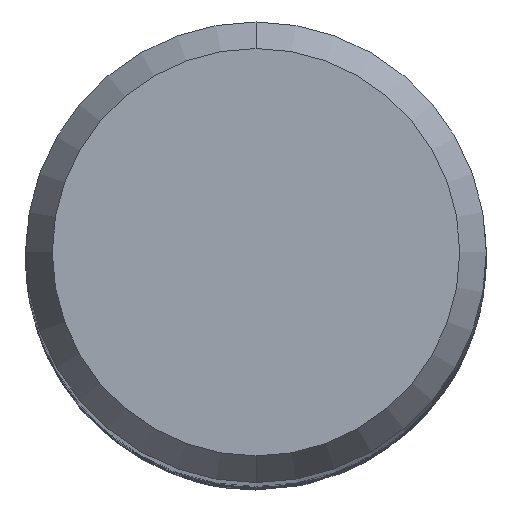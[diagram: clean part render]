
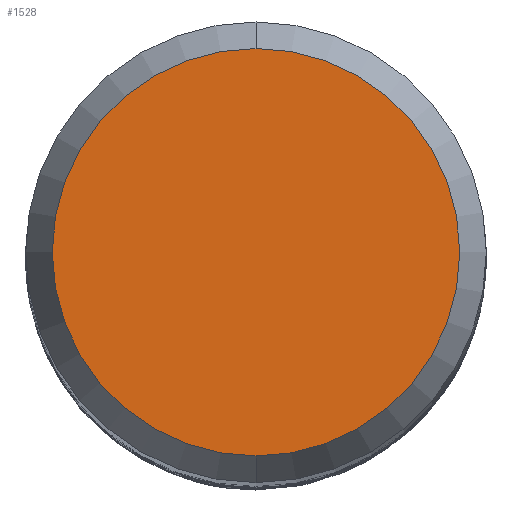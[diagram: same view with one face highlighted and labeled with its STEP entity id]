
A CAD part, top view. The second image highlights one B-rep face of the part: STEP entity #1528.
In plain terms, the highlighted planar face has unit normal (0, 0, 1).
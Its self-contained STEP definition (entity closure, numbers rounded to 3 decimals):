
#672=EDGE_CURVE('',#952,#1134,#1809,.T.);
#952=VERTEX_POINT('',#2109);
#1134=VERTEX_POINT('',#2311);
#1528=ADVANCED_FACE('',(#2742),#2743,.T.);
#1566=EDGE_CURVE('',#1134,#952,#2783,.T.);
#1809=CIRCLE('',#5307,3.538);
#2109=CARTESIAN_POINT('',(0.,-3.538,0.0));
#2311=CARTESIAN_POINT('',(0.0,3.538,0.0));
#2742=FACE_OUTER_BOUND('',#14465,.T.);
#2743=PLANE('',#14466);
#2783=CIRCLE('',#14608,3.538);
#5307=AXIS2_PLACEMENT_3D('',#15427,#15428,#15429);
#14465=EDGE_LOOP('',(#16462,#16463));
#14466=AXIS2_PLACEMENT_3D('',#16464,#16465,#16466);
#14608=AXIS2_PLACEMENT_3D('',#16490,#16491,#16492);
#15427=CARTESIAN_POINT('',(0.0,0.0,0.0));
#15428=DIRECTION('',(0.0,0.0,-1.0));
#15429=DIRECTION('',(0.0,1.0,0.0));
#16462=ORIENTED_EDGE('',*,*,#1566,.F.);
#16463=ORIENTED_EDGE('',*,*,#672,.F.);
#16464=CARTESIAN_POINT('',(0.0,1.769,0.0));
#16465=DIRECTION('',(-0.0,0.0,1.0));
#16466=DIRECTION('',(0.0,-1.0,0.0));
#16490=CARTESIAN_POINT('',(0.0,0.0,0.0));
#16491=DIRECTION('',(0.0,0.0,-1.0));
#16492=DIRECTION('',(0.0,1.0,0.0));
